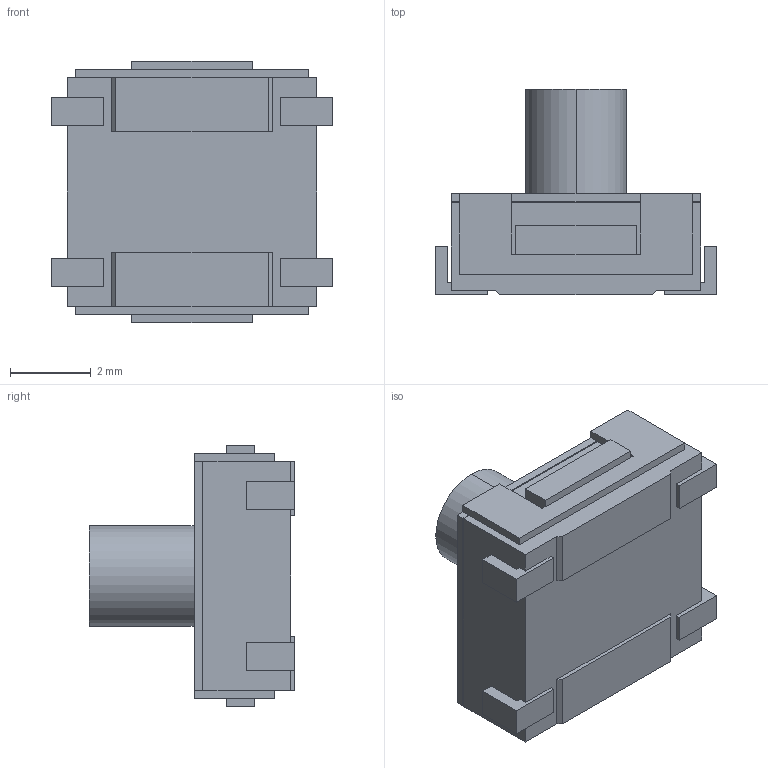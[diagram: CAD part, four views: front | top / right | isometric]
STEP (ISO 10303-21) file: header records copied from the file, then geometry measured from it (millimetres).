
FILE_DESCRIPTION (( 'STEP AP203' ), '1' );
FILE_NAME ('B3SL_102[]P.step', '2015-05-29T09:22:10', ( 'OSMC1.0 ' ), ( ' ' ), 'SwSTEP 2.0', 'SolidWorks 2002025', '' );
FILE_SCHEMA (( 'CONFIG_CONTROL_DESIGN' ));
Length unit declared in the file: millimetre
Products named in the file (1): B3SL_102[]P
Bounding box: 7 x 5.1 x 6.5 mm (x, y, z)
Volume: 104.3 mm3; surface area: 182 mm2
Topology: 1 solids, 1 shells, 95 faces, 274 edges, 176 vertices
Faces by surface type: plane 93, cylinder 2
Entity records: 3125 total; most frequent: ORIENTED_EDGE 548, CARTESIAN_POINT 546, DIRECTION 470, EDGE_CURVE 274, LINE 270, VECTOR 270, VERTEX_POINT 176, AXIS2_PLACEMENT_3D 100
